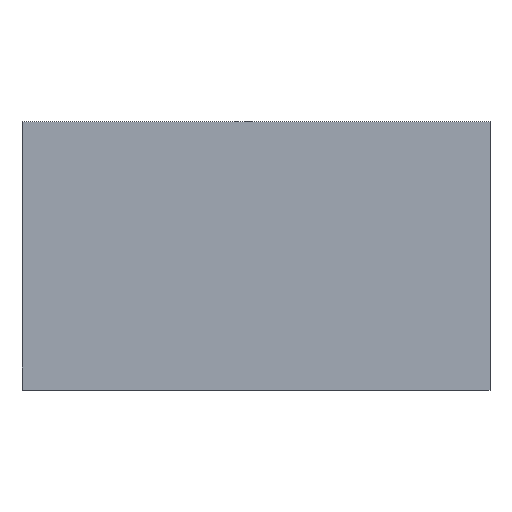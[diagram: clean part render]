
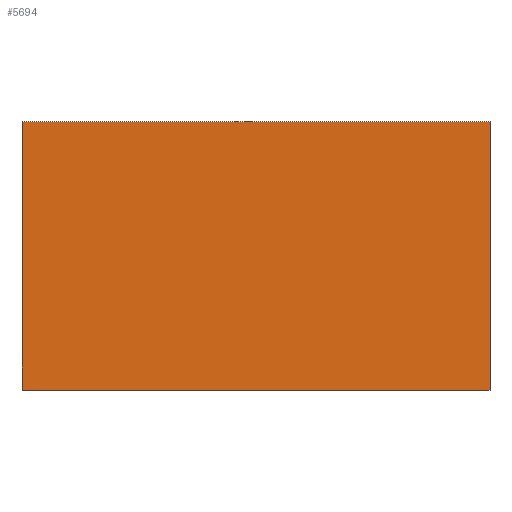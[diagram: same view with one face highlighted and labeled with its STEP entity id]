
A CAD part, top view. The second image highlights one B-rep face of the part: STEP entity #5694.
In plain terms, the highlighted planar face has unit normal (0, 0, 1).
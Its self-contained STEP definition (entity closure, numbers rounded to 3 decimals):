
#574 = CARTESIAN_POINT ( 'NONE',  ( 8.02, -4.6, 7. ) ) ;
#575 = DIRECTION ( 'NONE',  ( 1., 0., 0. ) ) ;
#818 = CARTESIAN_POINT ( 'NONE',  ( -8.02, -4.6, 7. ) ) ;
#848 = CARTESIAN_POINT ( 'NONE',  ( 8.02, 4.6, 7. ) ) ;
#923 = CARTESIAN_POINT ( 'NONE',  ( 8.02, 4.6, 7. ) ) ;
#1102 = EDGE_LOOP ( 'NONE', ( #5866, #5329, #6368, #3747 ) ) ;
#1208 = CARTESIAN_POINT ( 'NONE',  ( -8.02, 4.6, 7. ) ) ;
#1271 = CARTESIAN_POINT ( 'NONE',  ( -8.02, 4.6, 7. ) ) ;
#1524 = VERTEX_POINT ( 'NONE', #818 ) ;
#1709 = DIRECTION ( 'NONE',  ( 0., 0., 1. ) ) ;
#1820 = DIRECTION ( 'NONE',  ( -1., 0., 0. ) ) ;
#1894 = EDGE_CURVE ( 'NONE', #2432, #4866, #4344, .T. ) ;
#2172 = DIRECTION ( 'NONE',  ( 0., -1., 0. ) ) ;
#2240 = VERTEX_POINT ( 'NONE', #1208 ) ;
#2432 = VERTEX_POINT ( 'NONE', #574 ) ;
#2557 = LINE ( 'NONE', #4782, #5186 ) ;
#2747 = DIRECTION ( 'NONE',  ( 0., 1., 0. ) ) ;
#2913 = EDGE_CURVE ( 'NONE', #4866, #2240, #6458, .T. ) ;
#3232 = CARTESIAN_POINT ( 'NONE',  ( -8.02, -4.6, 7. ) ) ;
#3322 = VECTOR ( 'NONE', #1820, 1000. ) ;
#3747 = ORIENTED_EDGE ( 'NONE', *, *, #3990, .T. ) ;
#3779 = PLANE ( 'NONE',  #3837 ) ;
#3837 = AXIS2_PLACEMENT_3D ( 'NONE', #4850, #1709, #5388 ) ;
#3990 = EDGE_CURVE ( 'NONE', #1524, #2432, #5078, .T. ) ;
#4344 = LINE ( 'NONE', #848, #5407 ) ;
#4782 = CARTESIAN_POINT ( 'NONE',  ( -8.02, 4.6, 7. ) ) ;
#4850 = CARTESIAN_POINT ( 'NONE',  ( 0., 0., 7. ) ) ;
#4866 = VERTEX_POINT ( 'NONE', #923 ) ;
#5078 = LINE ( 'NONE', #3232, #6326 ) ;
#5186 = VECTOR ( 'NONE', #2172, 1000. ) ;
#5329 = ORIENTED_EDGE ( 'NONE', *, *, #2913, .T. ) ;
#5388 = DIRECTION ( 'NONE',  ( 1., 0., 0. ) ) ;
#5407 = VECTOR ( 'NONE', #2747, 1000. ) ;
#5600 = EDGE_CURVE ( 'NONE', #2240, #1524, #2557, .T. ) ;
#5694 = ADVANCED_FACE ( 'NONE', ( #5775 ), #3779, .T. ) ;
#5775 = FACE_OUTER_BOUND ( 'NONE', #1102, .T. ) ;
#5866 = ORIENTED_EDGE ( 'NONE', *, *, #1894, .T. ) ;
#6326 = VECTOR ( 'NONE', #575, 1000. ) ;
#6368 = ORIENTED_EDGE ( 'NONE', *, *, #5600, .T. ) ;
#6458 = LINE ( 'NONE', #1271, #3322 ) ;
